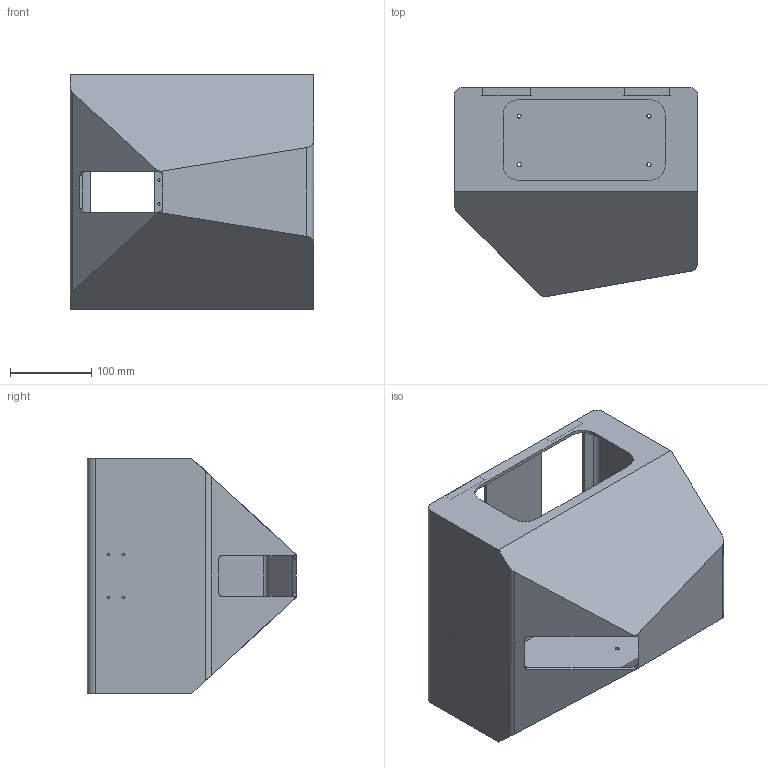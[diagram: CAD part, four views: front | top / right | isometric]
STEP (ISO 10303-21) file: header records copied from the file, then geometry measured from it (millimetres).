
FILE_DESCRIPTION(('FreeCAD Model'),'2;1');
FILE_NAME( 'COLLECTEUR.step', '2020-09-06T08:53:30',('Author'),(''), 'Open CASCADE STEP processor 7.3','FreeCAD','Unknown');
FILE_SCHEMA(('AUTOMOTIVE_DESIGN { 1 0 10303 214 1 1 1 1 }'));
Length unit declared in the file: millimetre
Products named in the file (1): 4E-M01-RECIVER_HOPPER
Bounding box: 300 x 257.97 x 290 mm (x, y, z)
Volume: 1231672.2 mm3; surface area: 627518 mm2
Topology: 1 solids, 1 shells, 77 faces, 234 edges, 157 vertices
Faces by surface type: cylinder 41, plane 36
Full cylindrical faces by diameter (mm): 3 x8, 5 x4, 28 x1
Entity records: 6432 total; most frequent: CARTESIAN_POINT 1866, DIRECTION 831, LINE 485, VECTOR 485, ORIENTED_EDGE 468, PCURVE 468, DEFINITIONAL_REPRESENTATION 468, EDGE_CURVE 234
